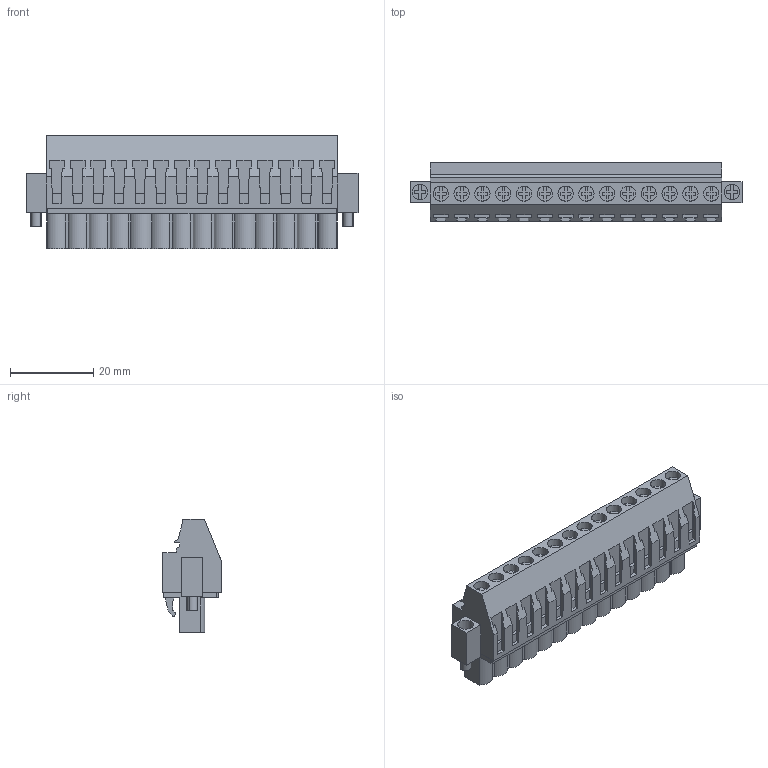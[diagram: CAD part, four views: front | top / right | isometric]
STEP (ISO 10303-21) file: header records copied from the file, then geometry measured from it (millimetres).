
FILE_DESCRIPTION(('CATIA V5 STEP Exchange','CAx-IF Rec.Pracs.--- Model Styling and Organization---1.2---2011-12-15'),'2;1');
FILE_NAME ('D1460497_0_1959630000_1959630000.stp','2017-09-20T13:27:14+00:00',('none'),('Weidmueller'),'CATIA Version 5-6 Release 2014','CATIA V5 STEP AP214','none');
FILE_SCHEMA(('AUTOMOTIVE_DESIGN { 1 0 10303 214 1 1 1 1 }'));
Length unit declared in the file: millimetre
Products named in the file (1): 1959630000
Bounding box: 79.8 x 14.05 x 27.2 mm (x, y, z)
Volume: 16348.2 mm3; surface area: 10000.1 mm2
Topology: 17 solids, 17 shells, 958 faces, 2634 edges, 1773 vertices
Faces by surface type: plane 804, cylinder 144, extrusion 10
Entity records: 28020 total; most frequent: ORIENTED_EDGE 5268, CARTESIAN_POINT 5158, DIRECTION 3722, EDGE_CURVE 2634, VECTOR 2260, LINE 2250, VERTEX_POINT 1773, EDGE_LOOP 1026
